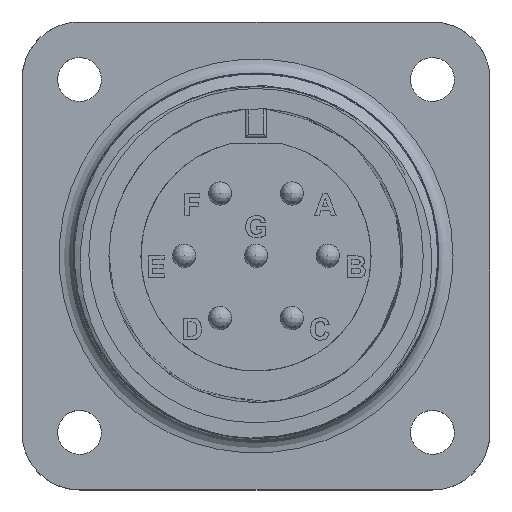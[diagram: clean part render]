
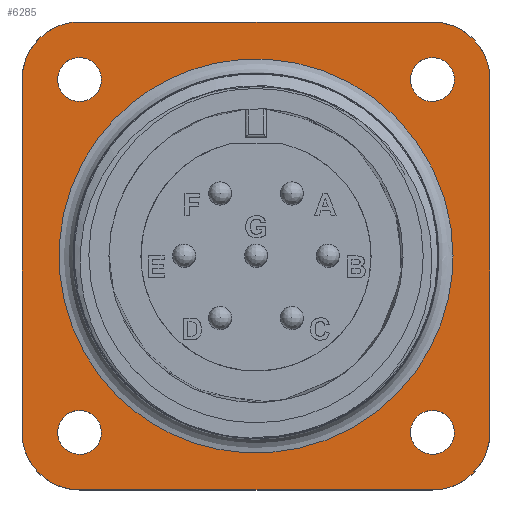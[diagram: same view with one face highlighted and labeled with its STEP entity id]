
A CAD part, top view. The second image highlights one B-rep face of the part: STEP entity #6285.
In plain terms, the highlighted free-form (B-spline) face has degree [1, 1] with [2, 2] control points.
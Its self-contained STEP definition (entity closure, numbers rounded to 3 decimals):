
#6238 = VERTEX_POINT('',#6239);
#6239 = CARTESIAN_POINT('',(10.988,0.,
    2.241));
#6245 = EDGE_CURVE('',#6238,#6238,#6246,.T.);
#6246 = ( BOUNDED_CURVE() B_SPLINE_CURVE(2,(#6247,#6248,#6249,#6250,
#6251,#6252,#6253),.UNSPECIFIED.,.T.,.F.) B_SPLINE_CURVE_WITH_KNOTS((3,2
    ,2,3),(3.142,5.236,7.33,9.425),
.PIECEWISE_BEZIER_KNOTS.) CURVE() GEOMETRIC_REPRESENTATION_ITEM() 
RATIONAL_B_SPLINE_CURVE((1.,0.5,1.,0.5,1.,0.5,1.)) REPRESENTATION_ITEM(
  '') );
#6247 = CARTESIAN_POINT('',(10.988,0.,
    2.241));
#6248 = CARTESIAN_POINT('',(10.988,19.032,
    2.241));
#6249 = CARTESIAN_POINT('',(-5.494,9.516,
    2.241));
#6250 = CARTESIAN_POINT('',(-21.977,0.,
    2.241));
#6251 = CARTESIAN_POINT('',(-5.494,-9.516,
    2.241));
#6252 = CARTESIAN_POINT('',(10.988,-19.032,
    2.241));
#6253 = CARTESIAN_POINT('',(10.988,0.,
    2.241));
#6285 = ADVANCED_FACE('',(#6286,#6348,#6362,#6376,#6390,#6404),#6407,.T.
  );
#6286 = FACE_BOUND('',#6287,.T.);
#6287 = EDGE_LOOP('',(#6288,#6298,#6305,#6313,#6320,#6328,#6335,#6343));
#6288 = ORIENTED_EDGE('',*,*,#6289,.F.);
#6289 = EDGE_CURVE('',#6290,#6292,#6294,.T.);
#6290 = VERTEX_POINT('',#6291);
#6291 = CARTESIAN_POINT('',(13.049,-9.84,
    2.241));
#6292 = VERTEX_POINT('',#6293);
#6293 = CARTESIAN_POINT('',(9.84,-13.049,
    2.241));
#6294 = ( BOUNDED_CURVE() B_SPLINE_CURVE(2,(#6295,#6296,#6297),
.UNSPECIFIED.,.F.,.F.) B_SPLINE_CURVE_WITH_KNOTS((3,3),(5.498,
7.069),.PIECEWISE_BEZIER_KNOTS.) CURVE() 
GEOMETRIC_REPRESENTATION_ITEM() RATIONAL_B_SPLINE_CURVE((1.,
0.707,1.)) REPRESENTATION_ITEM('') );
#6295 = CARTESIAN_POINT('',(13.049,-9.84,
    2.241));
#6296 = CARTESIAN_POINT('',(13.049,-13.049,
    2.241));
#6297 = CARTESIAN_POINT('',(9.84,-13.049,
    2.241));
#6298 = ORIENTED_EDGE('',*,*,#6299,.T.);
#6299 = EDGE_CURVE('',#6290,#6300,#6302,.T.);
#6300 = VERTEX_POINT('',#6301);
#6301 = CARTESIAN_POINT('',(13.049,9.84,
    2.241));
#6302 = B_SPLINE_CURVE_WITH_KNOTS('',1,(#6303,#6304),.UNSPECIFIED.,.F.,
  .F.,(2,2),(4.001,28.537),.PIECEWISE_BEZIER_KNOTS.);
#6303 = CARTESIAN_POINT('',(13.049,-9.84,
    2.241));
#6304 = CARTESIAN_POINT('',(13.049,9.84,
    2.241));
#6305 = ORIENTED_EDGE('',*,*,#6306,.F.);
#6306 = EDGE_CURVE('',#6307,#6300,#6309,.T.);
#6307 = VERTEX_POINT('',#6308);
#6308 = CARTESIAN_POINT('',(9.84,13.049,
    2.241));
#6309 = ( BOUNDED_CURVE() B_SPLINE_CURVE(2,(#6310,#6311,#6312),
.UNSPECIFIED.,.F.,.F.) B_SPLINE_CURVE_WITH_KNOTS((3,3),(5.498,
7.069),.PIECEWISE_BEZIER_KNOTS.) CURVE() 
GEOMETRIC_REPRESENTATION_ITEM() RATIONAL_B_SPLINE_CURVE((1.,
0.707,1.)) REPRESENTATION_ITEM('') );
#6310 = CARTESIAN_POINT('',(9.84,13.049,
    2.241));
#6311 = CARTESIAN_POINT('',(13.049,13.049,
    2.241));
#6312 = CARTESIAN_POINT('',(13.049,9.84,
    2.241));
#6313 = ORIENTED_EDGE('',*,*,#6314,.T.);
#6314 = EDGE_CURVE('',#6307,#6315,#6317,.T.);
#6315 = VERTEX_POINT('',#6316);
#6316 = CARTESIAN_POINT('',(-9.84,13.049,
    2.241));
#6317 = B_SPLINE_CURVE_WITH_KNOTS('',1,(#6318,#6319),.UNSPECIFIED.,.F.,
  .F.,(2,2),(4.001,28.537),.PIECEWISE_BEZIER_KNOTS.);
#6318 = CARTESIAN_POINT('',(9.84,13.049,
    2.241));
#6319 = CARTESIAN_POINT('',(-9.84,13.049,
    2.241));
#6320 = ORIENTED_EDGE('',*,*,#6321,.F.);
#6321 = EDGE_CURVE('',#6322,#6315,#6324,.T.);
#6322 = VERTEX_POINT('',#6323);
#6323 = CARTESIAN_POINT('',(-13.049,9.84,
    2.241));
#6324 = ( BOUNDED_CURVE() B_SPLINE_CURVE(2,(#6325,#6326,#6327),
.UNSPECIFIED.,.F.,.F.) B_SPLINE_CURVE_WITH_KNOTS((3,3),(5.498,
7.069),.PIECEWISE_BEZIER_KNOTS.) CURVE() 
GEOMETRIC_REPRESENTATION_ITEM() RATIONAL_B_SPLINE_CURVE((1.,
0.707,1.)) REPRESENTATION_ITEM('') );
#6325 = CARTESIAN_POINT('',(-13.049,9.84,
    2.241));
#6326 = CARTESIAN_POINT('',(-13.049,13.049,
    2.241));
#6327 = CARTESIAN_POINT('',(-9.84,13.049,
    2.241));
#6328 = ORIENTED_EDGE('',*,*,#6329,.T.);
#6329 = EDGE_CURVE('',#6322,#6330,#6332,.T.);
#6330 = VERTEX_POINT('',#6331);
#6331 = CARTESIAN_POINT('',(-13.049,-9.84,
    2.241));
#6332 = B_SPLINE_CURVE_WITH_KNOTS('',1,(#6333,#6334),.UNSPECIFIED.,.F.,
  .F.,(2,2),(4.001,28.537),.PIECEWISE_BEZIER_KNOTS.);
#6333 = CARTESIAN_POINT('',(-13.049,9.84,
    2.241));
#6334 = CARTESIAN_POINT('',(-13.049,-9.84,
    2.241));
#6335 = ORIENTED_EDGE('',*,*,#6336,.F.);
#6336 = EDGE_CURVE('',#6337,#6330,#6339,.T.);
#6337 = VERTEX_POINT('',#6338);
#6338 = CARTESIAN_POINT('',(-9.84,-13.049,
    2.241));
#6339 = ( BOUNDED_CURVE() B_SPLINE_CURVE(2,(#6340,#6341,#6342),
.UNSPECIFIED.,.F.,.F.) B_SPLINE_CURVE_WITH_KNOTS((3,3),(5.498,
7.069),.PIECEWISE_BEZIER_KNOTS.) CURVE() 
GEOMETRIC_REPRESENTATION_ITEM() RATIONAL_B_SPLINE_CURVE((1.,
0.707,1.)) REPRESENTATION_ITEM('') );
#6340 = CARTESIAN_POINT('',(-9.84,-13.049,
    2.241));
#6341 = CARTESIAN_POINT('',(-13.049,-13.049,
    2.241));
#6342 = CARTESIAN_POINT('',(-13.049,-9.84,
    2.241));
#6343 = ORIENTED_EDGE('',*,*,#6344,.T.);
#6344 = EDGE_CURVE('',#6337,#6292,#6345,.T.);
#6345 = B_SPLINE_CURVE_WITH_KNOTS('',1,(#6346,#6347),.UNSPECIFIED.,.F.,
  .F.,(2,2),(4.001,28.537),.PIECEWISE_BEZIER_KNOTS.);
#6346 = CARTESIAN_POINT('',(-9.84,-13.049,
    2.241));
#6347 = CARTESIAN_POINT('',(9.84,-13.049,
    2.241));
#6348 = FACE_BOUND('',#6349,.T.);
#6349 = EDGE_LOOP('',(#6350));
#6350 = ORIENTED_EDGE('',*,*,#6351,.T.);
#6351 = EDGE_CURVE('',#6352,#6352,#6354,.T.);
#6352 = VERTEX_POINT('',#6353);
#6353 = CARTESIAN_POINT('',(-8.618,9.84,
    2.241));
#6354 = ( BOUNDED_CURVE() B_SPLINE_CURVE(2,(#6355,#6356,#6357,#6358,
#6359,#6360,#6361),.UNSPECIFIED.,.T.,.F.) B_SPLINE_CURVE_WITH_KNOTS((3,2
    ,2,3),(3.142,5.236,7.33,9.425),
.PIECEWISE_BEZIER_KNOTS.) CURVE() GEOMETRIC_REPRESENTATION_ITEM() 
RATIONAL_B_SPLINE_CURVE((1.,0.5,1.,0.5,1.,0.5,1.)) REPRESENTATION_ITEM(
  '') );
#6355 = CARTESIAN_POINT('',(-8.618,9.84,
    2.241));
#6356 = CARTESIAN_POINT('',(-8.618,7.723,
    2.241));
#6357 = CARTESIAN_POINT('',(-10.451,8.781,
    2.241));
#6358 = CARTESIAN_POINT('',(-12.285,9.84,
    2.241));
#6359 = CARTESIAN_POINT('',(-10.451,10.899,
    2.241));
#6360 = CARTESIAN_POINT('',(-8.618,11.957,
    2.241));
#6361 = CARTESIAN_POINT('',(-8.618,9.84,
    2.241));
#6362 = FACE_BOUND('',#6363,.T.);
#6363 = EDGE_LOOP('',(#6364));
#6364 = ORIENTED_EDGE('',*,*,#6365,.T.);
#6365 = EDGE_CURVE('',#6366,#6366,#6368,.T.);
#6366 = VERTEX_POINT('',#6367);
#6367 = CARTESIAN_POINT('',(11.062,9.84,
    2.241));
#6368 = ( BOUNDED_CURVE() B_SPLINE_CURVE(2,(#6369,#6370,#6371,#6372,
#6373,#6374,#6375),.UNSPECIFIED.,.T.,.F.) B_SPLINE_CURVE_WITH_KNOTS((3,2
    ,2,3),(3.142,5.236,7.33,9.425),
.PIECEWISE_BEZIER_KNOTS.) CURVE() GEOMETRIC_REPRESENTATION_ITEM() 
RATIONAL_B_SPLINE_CURVE((1.,0.5,1.,0.5,1.,0.5,1.)) REPRESENTATION_ITEM(
  '') );
#6369 = CARTESIAN_POINT('',(11.062,9.84,
    2.241));
#6370 = CARTESIAN_POINT('',(11.062,7.723,
    2.241));
#6371 = CARTESIAN_POINT('',(9.229,8.781,2.241
    ));
#6372 = CARTESIAN_POINT('',(7.395,9.84,2.241
    ));
#6373 = CARTESIAN_POINT('',(9.229,10.899,
    2.241));
#6374 = CARTESIAN_POINT('',(11.062,11.957,
    2.241));
#6375 = CARTESIAN_POINT('',(11.062,9.84,
    2.241));
#6376 = FACE_BOUND('',#6377,.T.);
#6377 = EDGE_LOOP('',(#6378));
#6378 = ORIENTED_EDGE('',*,*,#6379,.T.);
#6379 = EDGE_CURVE('',#6380,#6380,#6382,.T.);
#6380 = VERTEX_POINT('',#6381);
#6381 = CARTESIAN_POINT('',(11.062,-9.84,
    2.241));
#6382 = ( BOUNDED_CURVE() B_SPLINE_CURVE(2,(#6383,#6384,#6385,#6386,
#6387,#6388,#6389),.UNSPECIFIED.,.T.,.F.) B_SPLINE_CURVE_WITH_KNOTS((3,2
    ,2,3),(3.142,5.236,7.33,9.425),
.PIECEWISE_BEZIER_KNOTS.) CURVE() GEOMETRIC_REPRESENTATION_ITEM() 
RATIONAL_B_SPLINE_CURVE((1.,0.5,1.,0.5,1.,0.5,1.)) REPRESENTATION_ITEM(
  '') );
#6383 = CARTESIAN_POINT('',(11.062,-9.84,
    2.241));
#6384 = CARTESIAN_POINT('',(11.062,-11.957,
    2.241));
#6385 = CARTESIAN_POINT('',(9.229,-10.899,
    2.241));
#6386 = CARTESIAN_POINT('',(7.395,-9.84,
    2.241));
#6387 = CARTESIAN_POINT('',(9.229,-8.781,
    2.241));
#6388 = CARTESIAN_POINT('',(11.062,-7.723,
    2.241));
#6389 = CARTESIAN_POINT('',(11.062,-9.84,
    2.241));
#6390 = FACE_BOUND('',#6391,.T.);
#6391 = EDGE_LOOP('',(#6392));
#6392 = ORIENTED_EDGE('',*,*,#6393,.T.);
#6393 = EDGE_CURVE('',#6394,#6394,#6396,.T.);
#6394 = VERTEX_POINT('',#6395);
#6395 = CARTESIAN_POINT('',(-8.618,-9.84,
    2.241));
#6396 = ( BOUNDED_CURVE() B_SPLINE_CURVE(2,(#6397,#6398,#6399,#6400,
#6401,#6402,#6403),.UNSPECIFIED.,.T.,.F.) B_SPLINE_CURVE_WITH_KNOTS((3,2
    ,2,3),(3.142,5.236,7.33,9.425),
.PIECEWISE_BEZIER_KNOTS.) CURVE() GEOMETRIC_REPRESENTATION_ITEM() 
RATIONAL_B_SPLINE_CURVE((1.,0.5,1.,0.5,1.,0.5,1.)) REPRESENTATION_ITEM(
  '') );
#6397 = CARTESIAN_POINT('',(-8.618,-9.84,
    2.241));
#6398 = CARTESIAN_POINT('',(-8.618,-11.957,
    2.241));
#6399 = CARTESIAN_POINT('',(-10.451,-10.899,
    2.241));
#6400 = CARTESIAN_POINT('',(-12.285,-9.84,
    2.241));
#6401 = CARTESIAN_POINT('',(-10.451,-8.781,
    2.241));
#6402 = CARTESIAN_POINT('',(-8.618,-7.723,
    2.241));
#6403 = CARTESIAN_POINT('',(-8.618,-9.84,
    2.241));
#6404 = FACE_BOUND('',#6405,.T.);
#6405 = EDGE_LOOP('',(#6406));
#6406 = ORIENTED_EDGE('',*,*,#6245,.F.);
#6407 = B_SPLINE_SURFACE_WITH_KNOTS('',1,1,(
    (#6408,#6409)
    ,(#6410,#6411
    )),.UNSPECIFIED.,.F.,.F.,.F.,(2,2),(2,2),(-16.269,16.269),(
    -16.269,16.269),.PIECEWISE_BEZIER_KNOTS.);
#6408 = CARTESIAN_POINT('',(-13.049,-13.049,
    2.241));
#6409 = CARTESIAN_POINT('',(-13.049,13.049,
    2.241));
#6410 = CARTESIAN_POINT('',(13.049,-13.049,
    2.241));
#6411 = CARTESIAN_POINT('',(13.049,13.049,
    2.241));
